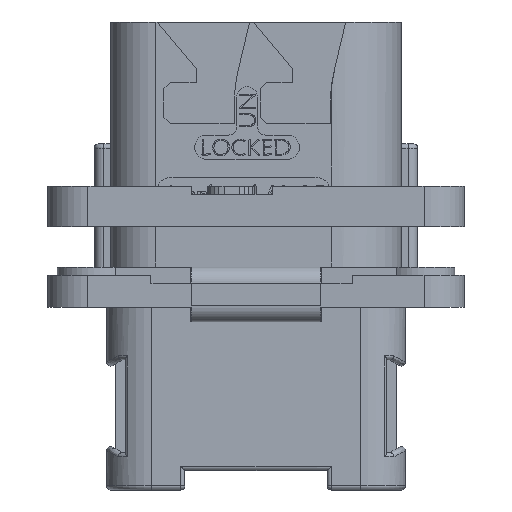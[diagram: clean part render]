
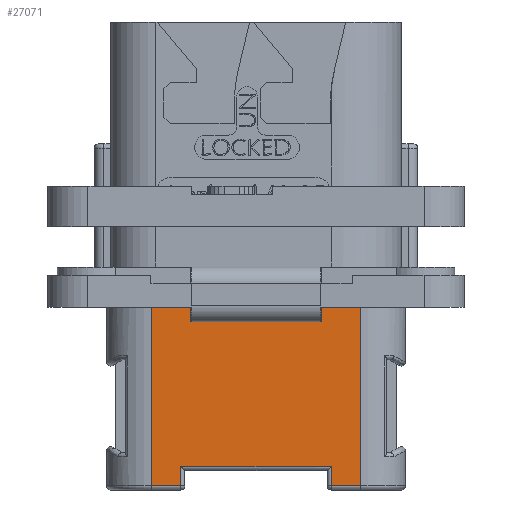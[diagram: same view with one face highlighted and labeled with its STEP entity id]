
A CAD part, left-side view. The second image highlights one B-rep face of the part: STEP entity #27071.
In plain terms, the highlighted planar face has unit normal (-1, 0, 0).
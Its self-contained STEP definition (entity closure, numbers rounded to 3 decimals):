
#2930=DIRECTION('',(0.,1.,0.));
#2931=VECTOR('',#2930,12.9);
#2932=CARTESIAN_POINT('',(-9.25,-6.45,0.));
#2933=LINE('',#2932,#2931);
#3502=DIRECTION('',(0.,1.,0.));
#3503=VECTOR('',#3502,9.294);
#3504=CARTESIAN_POINT('',(-9.25,-4.647,-9.85));
#3505=LINE('',#3504,#3503);
#3506=DIRECTION('',(0.,1.,0.));
#3507=VECTOR('',#3506,1.803);
#3508=CARTESIAN_POINT('',(-9.25,4.647,-11.05));
#3509=LINE('',#3508,#3507);
#3510=DIRECTION('',(0.,0.,1.));
#3511=VECTOR('',#3510,11.05);
#3512=CARTESIAN_POINT('',(-9.25,6.45,-11.05));
#3513=LINE('',#3512,#3511);
#3514=DIRECTION('',(0.,0.,1.));
#3515=VECTOR('',#3514,11.05);
#3516=CARTESIAN_POINT('',(-9.25,-6.45,-11.05));
#3517=LINE('',#3516,#3515);
#3518=DIRECTION('',(0.,1.,0.));
#3519=VECTOR('',#3518,1.803);
#3520=CARTESIAN_POINT('',(-9.25,-6.45,-11.05));
#3521=LINE('',#3520,#3519);
#3547=DIRECTION('',(0.,0.,-1.));
#3548=VECTOR('',#3547,1.2);
#3549=CARTESIAN_POINT('',(-9.25,-4.647,-9.85));
#3550=LINE('',#3549,#3548);
#8414=DIRECTION('',(0.,0.,1.));
#8415=VECTOR('',#8414,1.2);
#8416=CARTESIAN_POINT('',(-9.25,4.647,-11.05));
#8417=LINE('',#8416,#8415);
#20753=CARTESIAN_POINT('',(-9.25,-6.45,0.));
#20754=CARTESIAN_POINT('',(-9.25,6.45,0.));
#20755=VERTEX_POINT('',#20753);
#20756=VERTEX_POINT('',#20754);
#20853=CARTESIAN_POINT('',(-9.25,-6.45,-11.05));
#20854=VERTEX_POINT('',#20853);
#20857=CARTESIAN_POINT('',(-9.25,-4.647,-11.05));
#20858=VERTEX_POINT('',#20857);
#20874=CARTESIAN_POINT('',(-9.25,4.647,-11.05));
#20876=VERTEX_POINT('',#20874);
#20879=CARTESIAN_POINT('',(-9.25,6.45,-11.05));
#20880=VERTEX_POINT('',#20879);
#21306=CARTESIAN_POINT('',(-9.25,-4.647,-9.85));
#21307=CARTESIAN_POINT('',(-9.25,4.647,-9.85));
#21308=VERTEX_POINT('',#21306);
#21309=VERTEX_POINT('',#21307);
#27049=CARTESIAN_POINT('',(-9.25,-9.25,0.));
#27050=DIRECTION('',(-1.,0.,0.));
#27051=DIRECTION('',(0.,1.,0.));
#27052=AXIS2_PLACEMENT_3D('',#27049,#27050,#27051);
#27053=PLANE('',#27052);
#27055=ORIENTED_EDGE('',*,*,#27054,.T.);
#27057=ORIENTED_EDGE('',*,*,#27056,.F.);
#27059=ORIENTED_EDGE('',*,*,#27058,.T.);
#27061=ORIENTED_EDGE('',*,*,#27060,.T.);
#27062=ORIENTED_EDGE('',*,*,#26171,.F.);
#27064=ORIENTED_EDGE('',*,*,#27063,.F.);
#27066=ORIENTED_EDGE('',*,*,#27065,.T.);
#27068=ORIENTED_EDGE('',*,*,#27067,.F.);
#27069=EDGE_LOOP('',(#27055,#27057,#27059,#27061,#27062,#27064,#27066,#27068));
#27070=FACE_OUTER_BOUND('',#27069,.F.);
#27071=ADVANCED_FACE('',(#27070),#27053,.T.);
#26171=EDGE_CURVE('',#20755,#20756,#2933,.T.);
#27054=EDGE_CURVE('',#21308,#21309,#3505,.T.);
#27056=EDGE_CURVE('',#20876,#21309,#8417,.T.);
#27058=EDGE_CURVE('',#20876,#20880,#3509,.T.);
#27060=EDGE_CURVE('',#20880,#20756,#3513,.T.);
#27063=EDGE_CURVE('',#20854,#20755,#3517,.T.);
#27065=EDGE_CURVE('',#20854,#20858,#3521,.T.);
#27067=EDGE_CURVE('',#21308,#20858,#3550,.T.);
